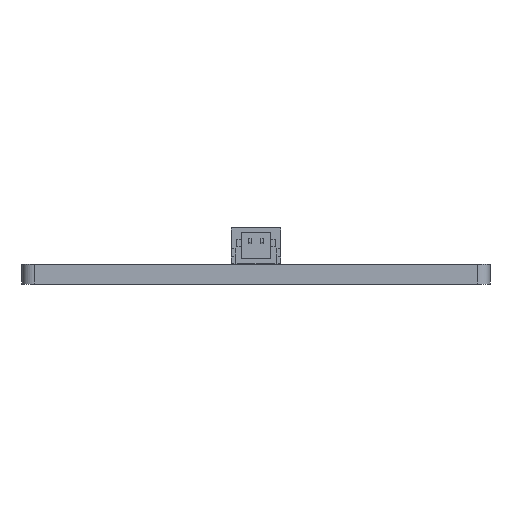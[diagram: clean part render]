
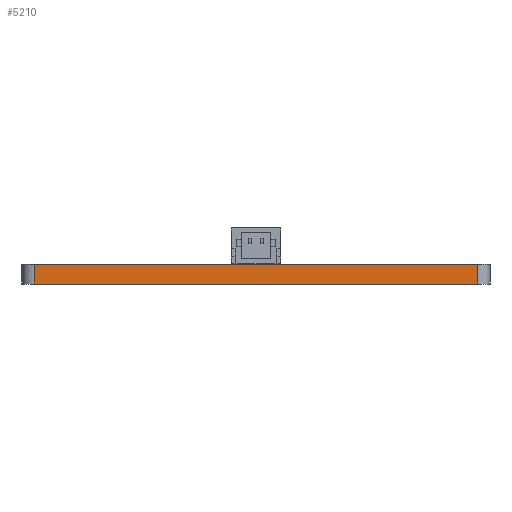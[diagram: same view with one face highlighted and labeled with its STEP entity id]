
A CAD part, front view. The second image highlights one B-rep face of the part: STEP entity #5210.
In plain terms, the highlighted planar face has unit normal (0, -1, 0).
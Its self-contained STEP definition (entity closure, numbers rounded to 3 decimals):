
#4413 = PLANE('',#4414);
#4414 = AXIS2_PLACEMENT_3D('',#4415,#4416,#4417);
#4415 = CARTESIAN_POINT('',(19.,27.,1.6));
#4416 = DIRECTION('',(-0.,-0.,-1.));
#4417 = DIRECTION('',(-1.,0.,0.));
#4441 = CYLINDRICAL_SURFACE('',#4442,1.);
#4442 = AXIS2_PLACEMENT_3D('',#4443,#4444,#4445);
#4443 = CARTESIAN_POINT('',(37.,1.,0.));
#4444 = DIRECTION('',(-0.,-0.,-1.));
#4445 = DIRECTION('',(1.,0.,-0.));
#4467 = PLANE('',#4468);
#4468 = AXIS2_PLACEMENT_3D('',#4469,#4470,#4471);
#4469 = CARTESIAN_POINT('',(19.,27.,0.));
#4470 = DIRECTION('',(-0.,-0.,-1.));
#4471 = DIRECTION('',(-1.,0.,0.));
#4568 = EDGE_CURVE('',#4569,#4571,#4573,.T.);
#4569 = VERTEX_POINT('',#4570);
#4570 = CARTESIAN_POINT('',(37.,-0.,0.));
#4571 = VERTEX_POINT('',#4572);
#4572 = CARTESIAN_POINT('',(37.,0.,1.6));
#4573 = SURFACE_CURVE('',#4574,(#4578,#4585),.PCURVE_S1.);
#4574 = LINE('',#4575,#4576);
#4575 = CARTESIAN_POINT('',(37.,-0.,0.));
#4576 = VECTOR('',#4577,1.);
#4577 = DIRECTION('',(0.,0.,1.));
#4578 = PCURVE('',#4441,#4579);
#4579 = DEFINITIONAL_REPRESENTATION('',(#4580),#4584);
#4580 = LINE('',#4581,#4582);
#4581 = CARTESIAN_POINT('',(-4.712,0.));
#4582 = VECTOR('',#4583,1.);
#4583 = DIRECTION('',(-0.,-1.));
#4584 = ( GEOMETRIC_REPRESENTATION_CONTEXT(2) 
PARAMETRIC_REPRESENTATION_CONTEXT() REPRESENTATION_CONTEXT('2D SPACE',''
  ) );
#4585 = PCURVE('',#4586,#4591);
#4586 = PLANE('',#4587);
#4587 = AXIS2_PLACEMENT_3D('',#4588,#4589,#4590);
#4588 = CARTESIAN_POINT('',(37.,0.,0.));
#4589 = DIRECTION('',(0.,-1.,0.));
#4590 = DIRECTION('',(-1.,0.,0.));
#4591 = DEFINITIONAL_REPRESENTATION('',(#4592),#4596);
#4592 = LINE('',#4593,#4594);
#4593 = CARTESIAN_POINT('',(0.,0.));
#4594 = VECTOR('',#4595,1.);
#4595 = DIRECTION('',(0.,-1.));
#4596 = ( GEOMETRIC_REPRESENTATION_CONTEXT(2) 
PARAMETRIC_REPRESENTATION_CONTEXT() REPRESENTATION_CONTEXT('2D SPACE',''
  ) );
#4656 = EDGE_CURVE('',#4569,#4657,#4659,.T.);
#4657 = VERTEX_POINT('',#4658);
#4658 = CARTESIAN_POINT('',(1.,-0.,0.));
#4659 = SURFACE_CURVE('',#4660,(#4664,#4671),.PCURVE_S1.);
#4660 = LINE('',#4661,#4662);
#4661 = CARTESIAN_POINT('',(37.,-0.,0.));
#4662 = VECTOR('',#4663,1.);
#4663 = DIRECTION('',(-1.,0.,0.));
#4664 = PCURVE('',#4467,#4665);
#4665 = DEFINITIONAL_REPRESENTATION('',(#4666),#4670);
#4666 = LINE('',#4667,#4668);
#4667 = CARTESIAN_POINT('',(-18.,-27.));
#4668 = VECTOR('',#4669,1.);
#4669 = DIRECTION('',(1.,0.));
#4670 = ( GEOMETRIC_REPRESENTATION_CONTEXT(2) 
PARAMETRIC_REPRESENTATION_CONTEXT() REPRESENTATION_CONTEXT('2D SPACE',''
  ) );
#4671 = PCURVE('',#4586,#4672);
#4672 = DEFINITIONAL_REPRESENTATION('',(#4673),#4677);
#4673 = LINE('',#4674,#4675);
#4674 = CARTESIAN_POINT('',(0.,0.));
#4675 = VECTOR('',#4676,1.);
#4676 = DIRECTION('',(1.,0.));
#4677 = ( GEOMETRIC_REPRESENTATION_CONTEXT(2) 
PARAMETRIC_REPRESENTATION_CONTEXT() REPRESENTATION_CONTEXT('2D SPACE',''
  ) );
#4700 = CYLINDRICAL_SURFACE('',#4701,1.);
#4701 = AXIS2_PLACEMENT_3D('',#4702,#4703,#4704);
#4702 = CARTESIAN_POINT('',(1.,1.,0.));
#4703 = DIRECTION('',(-0.,-0.,-1.));
#4704 = DIRECTION('',(1.,0.,-0.));
#4940 = EDGE_CURVE('',#4571,#4941,#4943,.T.);
#4941 = VERTEX_POINT('',#4942);
#4942 = CARTESIAN_POINT('',(1.,0.,1.6));
#4943 = SURFACE_CURVE('',#4944,(#4948,#4955),.PCURVE_S1.);
#4944 = LINE('',#4945,#4946);
#4945 = CARTESIAN_POINT('',(37.,0.,1.6));
#4946 = VECTOR('',#4947,1.);
#4947 = DIRECTION('',(-1.,0.,0.));
#4948 = PCURVE('',#4413,#4949);
#4949 = DEFINITIONAL_REPRESENTATION('',(#4950),#4954);
#4950 = LINE('',#4951,#4952);
#4951 = CARTESIAN_POINT('',(-18.,-27.));
#4952 = VECTOR('',#4953,1.);
#4953 = DIRECTION('',(1.,0.));
#4954 = ( GEOMETRIC_REPRESENTATION_CONTEXT(2) 
PARAMETRIC_REPRESENTATION_CONTEXT() REPRESENTATION_CONTEXT('2D SPACE',''
  ) );
#4955 = PCURVE('',#4586,#4956);
#4956 = DEFINITIONAL_REPRESENTATION('',(#4957),#4961);
#4957 = LINE('',#4958,#4959);
#4958 = CARTESIAN_POINT('',(0.,-1.6));
#4959 = VECTOR('',#4960,1.);
#4960 = DIRECTION('',(1.,0.));
#4961 = ( GEOMETRIC_REPRESENTATION_CONTEXT(2) 
PARAMETRIC_REPRESENTATION_CONTEXT() REPRESENTATION_CONTEXT('2D SPACE',''
  ) );
#5210 = ADVANCED_FACE('',(#5211),#4586,.T.);
#5211 = FACE_BOUND('',#5212,.T.);
#5212 = EDGE_LOOP('',(#5213,#5214,#5215,#5236));
#5213 = ORIENTED_EDGE('',*,*,#4568,.T.);
#5214 = ORIENTED_EDGE('',*,*,#4940,.T.);
#5215 = ORIENTED_EDGE('',*,*,#5216,.F.);
#5216 = EDGE_CURVE('',#4657,#4941,#5217,.T.);
#5217 = SURFACE_CURVE('',#5218,(#5222,#5229),.PCURVE_S1.);
#5218 = LINE('',#5219,#5220);
#5219 = CARTESIAN_POINT('',(1.,-0.,0.));
#5220 = VECTOR('',#5221,1.);
#5221 = DIRECTION('',(0.,0.,1.));
#5222 = PCURVE('',#4586,#5223);
#5223 = DEFINITIONAL_REPRESENTATION('',(#5224),#5228);
#5224 = LINE('',#5225,#5226);
#5225 = CARTESIAN_POINT('',(36.,0.));
#5226 = VECTOR('',#5227,1.);
#5227 = DIRECTION('',(0.,-1.));
#5228 = ( GEOMETRIC_REPRESENTATION_CONTEXT(2) 
PARAMETRIC_REPRESENTATION_CONTEXT() REPRESENTATION_CONTEXT('2D SPACE',''
  ) );
#5229 = PCURVE('',#4700,#5230);
#5230 = DEFINITIONAL_REPRESENTATION('',(#5231),#5235);
#5231 = LINE('',#5232,#5233);
#5232 = CARTESIAN_POINT('',(-4.712,0.));
#5233 = VECTOR('',#5234,1.);
#5234 = DIRECTION('',(-0.,-1.));
#5235 = ( GEOMETRIC_REPRESENTATION_CONTEXT(2) 
PARAMETRIC_REPRESENTATION_CONTEXT() REPRESENTATION_CONTEXT('2D SPACE',''
  ) );
#5236 = ORIENTED_EDGE('',*,*,#4656,.F.);
